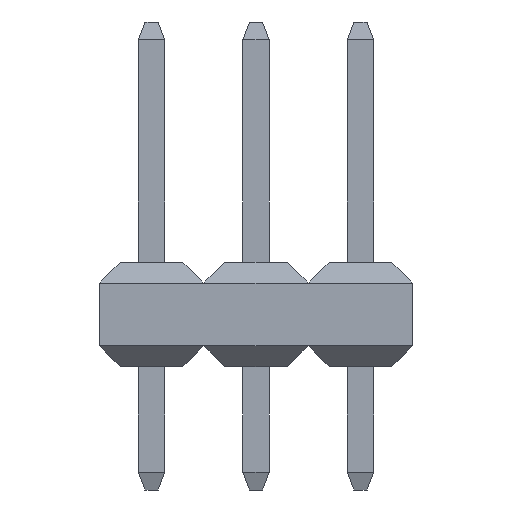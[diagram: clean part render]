
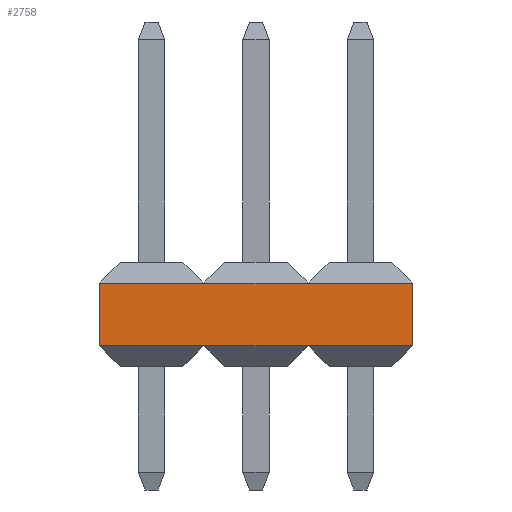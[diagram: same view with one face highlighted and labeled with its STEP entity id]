
A CAD part, front view. The second image highlights one B-rep face of the part: STEP entity #2758.
In plain terms, the highlighted planar face has unit normal (0, -1, 0).
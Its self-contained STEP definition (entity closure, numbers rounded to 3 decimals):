
#79=FACE_OUTER_BOUND('',#263,.T.);
#263=EDGE_LOOP('',(#1982,#1983,#1984,#1985,#1986,#1987,#1988,#1989));
#482=LINE('',#3985,#856);
#489=LINE('',#4000,#863);
#511=LINE('',#4040,#885);
#518=LINE('',#4054,#892);
#535=LINE('',#4084,#909);
#540=LINE('',#4093,#914);
#545=LINE('',#4103,#919);
#550=LINE('',#4112,#924);
#856=VECTOR('',#3181,1.);
#863=VECTOR('',#3196,1.);
#885=VECTOR('',#3242,1.);
#892=VECTOR('',#3257,1.);
#909=VECTOR('',#3296,1.);
#914=VECTOR('',#3305,1.);
#919=VECTOR('',#3318,1.);
#924=VECTOR('',#3329,1.);
#1226=VERTEX_POINT('',#3977);
#1228=VERTEX_POINT('',#3983);
#1230=VERTEX_POINT('',#3993);
#1232=VERTEX_POINT('',#3999);
#1238=VERTEX_POINT('',#4038);
#1240=VERTEX_POINT('',#4048);
#1244=VERTEX_POINT('',#4086);
#1246=VERTEX_POINT('',#4102);
#1446=EDGE_CURVE('',#1228,#1226,#482,.T.);
#1453=EDGE_CURVE('',#1232,#1230,#489,.T.);
#1475=EDGE_CURVE('',#1238,#1228,#511,.T.);
#1482=EDGE_CURVE('',#1230,#1240,#518,.T.);
#1499=EDGE_CURVE('',#1240,#1238,#535,.T.);
#1504=EDGE_CURVE('',#1226,#1244,#540,.T.);
#1509=EDGE_CURVE('',#1246,#1232,#545,.T.);
#1514=EDGE_CURVE('',#1246,#1244,#550,.T.);
#1982=ORIENTED_EDGE('',*,*,#1504,.F.);
#1983=ORIENTED_EDGE('',*,*,#1446,.F.);
#1984=ORIENTED_EDGE('',*,*,#1475,.F.);
#1985=ORIENTED_EDGE('',*,*,#1499,.F.);
#1986=ORIENTED_EDGE('',*,*,#1482,.F.);
#1987=ORIENTED_EDGE('',*,*,#1453,.F.);
#1988=ORIENTED_EDGE('',*,*,#1509,.F.);
#1989=ORIENTED_EDGE('',*,*,#1514,.T.);
#2521=PLANE('',#2932);
#2758=ADVANCED_FACE('',(#79),#2521,.F.);
#2932=AXIS2_PLACEMENT_3D('',#4111,#3327,#3328);
#3181=DIRECTION('',(-1.,0.,0.));
#3196=DIRECTION('',(1.,0.,0.));
#3242=DIRECTION('',(-1.,0.,0.));
#3257=DIRECTION('',(1.,0.,0.));
#3296=DIRECTION('',(0.,0.,-1.));
#3305=DIRECTION('',(-1.,0.,0.));
#3318=DIRECTION('',(1.,0.,0.));
#3327=DIRECTION('center_axis',(0.,1.,0.));
#3328=DIRECTION('ref_axis',(0.,0.,1.));
#3329=DIRECTION('',(0.,0.,-1.));
#3977=CARTESIAN_POINT('',(1.27,-3.81,0.508));
#3983=CARTESIAN_POINT('',(3.81,-3.81,0.508));
#3985=CARTESIAN_POINT('',(2.54,-3.81,0.508));
#3993=CARTESIAN_POINT('',(3.81,-3.81,2.032));
#3999=CARTESIAN_POINT('',(1.27,-3.81,2.032));
#4000=CARTESIAN_POINT('',(2.54,-3.81,2.032));
#4038=CARTESIAN_POINT('',(6.35,-3.81,0.508));
#4040=CARTESIAN_POINT('',(5.08,-3.81,0.508));
#4048=CARTESIAN_POINT('',(6.35,-3.81,2.032));
#4054=CARTESIAN_POINT('',(5.08,-3.81,2.032));
#4084=CARTESIAN_POINT('',(6.35,-3.81,1.27));
#4086=CARTESIAN_POINT('',(-1.27,-3.81,0.508));
#4093=CARTESIAN_POINT('',(0.,-3.81,0.508));
#4102=CARTESIAN_POINT('',(-1.27,-3.81,2.032));
#4103=CARTESIAN_POINT('',(0.,-3.81,2.032));
#4111=CARTESIAN_POINT('Origin',(0.,-3.81,1.27));
#4112=CARTESIAN_POINT('',(-1.27,-3.81,1.27));
